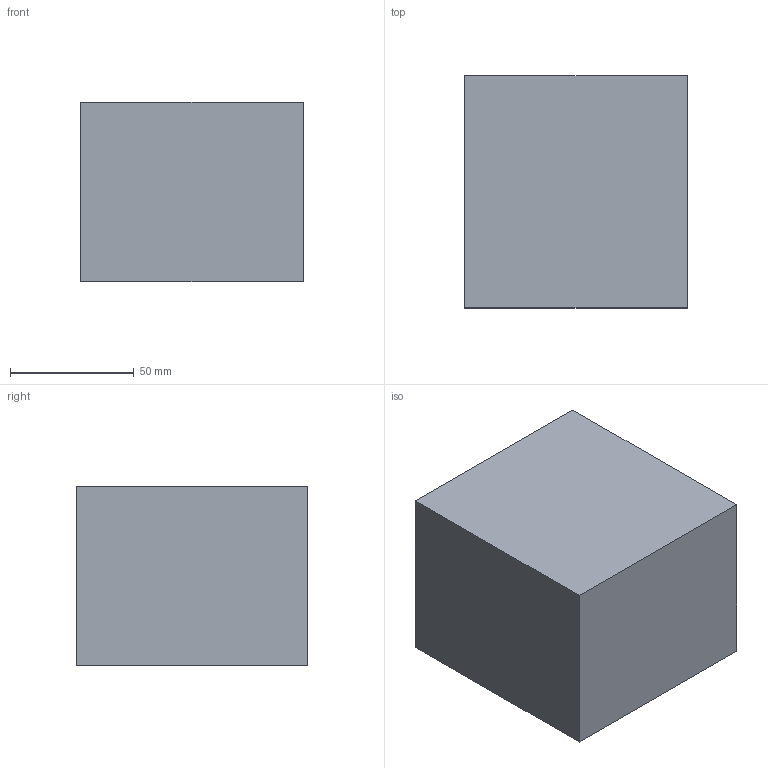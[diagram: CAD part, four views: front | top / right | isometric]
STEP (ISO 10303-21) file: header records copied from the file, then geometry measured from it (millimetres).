
FILE_DESCRIPTION(/* description */ (''),/* implementation_level */ '2;1');
FILE_NAME(/* name */ 'test.step',/* time_stamp */ '2025-11-28T10:37:39+09:00',/* author */ (''),/* organization */ (''),/* preprocessor_version */ 'ST-DEVELOPER v20.1',/* originating_system */ 'Autodesk Translation Framework v14.21.0.0',/* authorisation */ '');
FILE_SCHEMA (('AUTOMOTIVE_DESIGN { 1 0 10303 214 3 1 1 }'));
Length unit declared in the file: millimetre
Products named in the file (4): 2025-11-28-09-55-50-728; 2025-11-28-09-56-41-584; 2025-11-28-09-57-46-198; 2025-11-28-10-10-30-771
Assembly tree (3 placements, depth 4):
  2025-11-28-09-55-50-728
    2025-11-28-09-56-41-584
      2025-11-28-09-57-46-198
        2025-11-28-10-10-30-771
Bounding box: 90 x 93.8 x 72.55 mm (x, y, z)
Volume: 612432.9 mm3; surface area: 43551.7 mm2
Topology: 1 solids, 1 shells, 6 faces, 12 edges, 8 vertices
Faces by surface type: plane 6
Entity records: 249 total; most frequent: DIRECTION 38, CARTESIAN_POINT 33, ORIENTED_EDGE 24, AXIS2_PLACEMENT_3D 13, LINE 12, VECTOR 12, EDGE_CURVE 12, VERTEX_POINT 8
